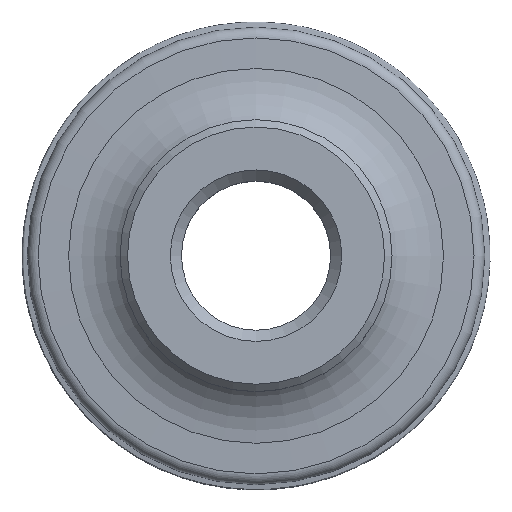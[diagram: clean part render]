
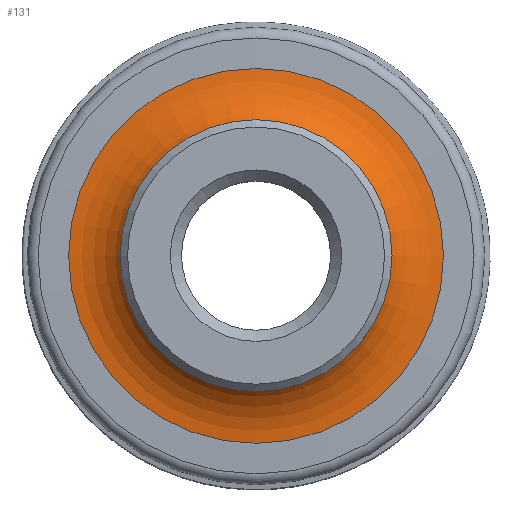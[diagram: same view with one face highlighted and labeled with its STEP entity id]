
A CAD part, top view. The second image highlights one B-rep face of the part: STEP entity #131.
In plain terms, the highlighted toroidal (fillet/blend) face has major radius 51 mm and minor radius 20 mm.
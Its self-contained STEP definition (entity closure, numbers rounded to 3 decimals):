
#103=TOROIDAL_SURFACE('',#521,51.,20.);
#131=ADVANCED_FACE('',(#168,#169),#103,.F.);
#168=FACE_BOUND('',#213,.T.);
#169=FACE_BOUND('',#214,.T.);
#213=EDGE_LOOP('',(#257));
#214=EDGE_LOOP('',(#258));
#257=ORIENTED_EDGE('',*,*,#310,.F.);
#258=ORIENTED_EDGE('',*,*,#309,.F.);
#286=VERTEX_POINT('',#715);
#287=VERTEX_POINT('',#718);
#309=EDGE_CURVE('',#286,#286,#331,.T.);
#310=EDGE_CURVE('',#287,#287,#332,.T.);
#331=CIRCLE('',#506,50.302);
#332=CIRCLE('',#508,31.);
#506=AXIS2_PLACEMENT_3D('',#714,#592,#593);
#508=AXIS2_PLACEMENT_3D('',#717,#596,#597);
#521=AXIS2_PLACEMENT_3D('',#736,#622,#623);
#592=DIRECTION('',(0.,0.,-1.));
#593=DIRECTION('',(-1.,0.,0.));
#596=DIRECTION('',(0.,0.,1.));
#597=DIRECTION('',(-1.,0.,0.));
#622=DIRECTION('',(0.,0.,-1.));
#623=DIRECTION('',(-1.,0.,0.));
#714=CARTESIAN_POINT('',(0.,0.,-38.912));
#715=CARTESIAN_POINT('',(-50.302,0.,-38.912));
#717=CARTESIAN_POINT('',(0.,0.,-18.925));
#718=CARTESIAN_POINT('',(-31.,0.,-18.925));
#736=CARTESIAN_POINT('',(0.,0.,-18.925));
